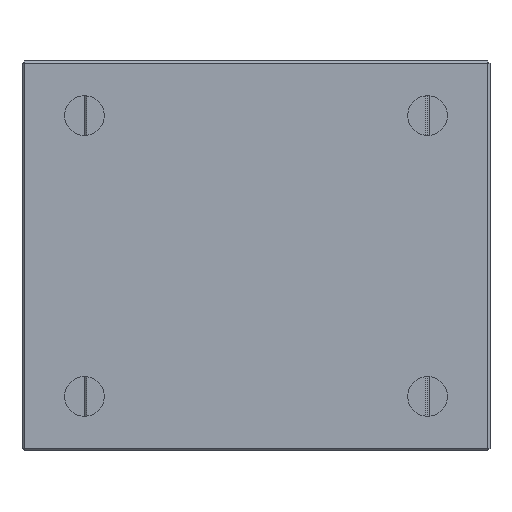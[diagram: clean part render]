
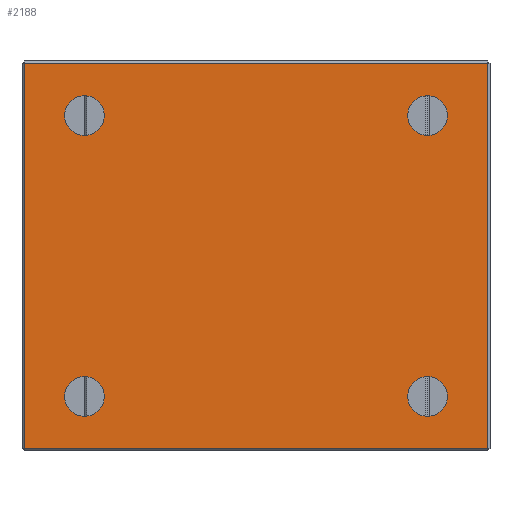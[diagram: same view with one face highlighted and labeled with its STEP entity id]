
A CAD part, front view. The second image highlights one B-rep face of the part: STEP entity #2188.
In plain terms, the highlighted planar face has unit normal (0, -1, 0).
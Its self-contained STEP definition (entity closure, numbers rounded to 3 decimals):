
#558 = PLANE('',#559);
#559 = AXIS2_PLACEMENT_3D('',#560,#561,#562);
#560 = CARTESIAN_POINT('',(-15.,0.075,0.075));
#561 = DIRECTION('',(0.,-0.707,-0.707));
#562 = DIRECTION('',(-1.,0.,0.));
#860 = PLANE('',#861);
#861 = AXIS2_PLACEMENT_3D('',#862,#863,#864);
#862 = CARTESIAN_POINT('',(-15.,0.075,24.925));
#863 = DIRECTION('',(0.,0.707,-0.707));
#864 = DIRECTION('',(-1.,0.,0.));
#1438 = VERTEX_POINT('',#1439);
#1439 = CARTESIAN_POINT('',(-14.85,0.,0.15));
#1460 = EDGE_CURVE('',#1438,#1461,#1463,.T.);
#1461 = VERTEX_POINT('',#1462);
#1462 = CARTESIAN_POINT('',(14.85,0.,0.15));
#1463 = SURFACE_CURVE('',#1464,(#1468,#1475),.PCURVE_S1.);
#1464 = LINE('',#1465,#1466);
#1465 = CARTESIAN_POINT('',(-15.,0.,0.15));
#1466 = VECTOR('',#1467,1.);
#1467 = DIRECTION('',(1.,0.,0.));
#1468 = PCURVE('',#558,#1469);
#1469 = DEFINITIONAL_REPRESENTATION('',(#1470),#1474);
#1470 = LINE('',#1471,#1472);
#1471 = CARTESIAN_POINT('',(0.,-0.106));
#1472 = VECTOR('',#1473,1.);
#1473 = DIRECTION('',(-1.,0.));
#1474 = ( GEOMETRIC_REPRESENTATION_CONTEXT(2) 
PARAMETRIC_REPRESENTATION_CONTEXT() REPRESENTATION_CONTEXT('2D SPACE',''
  ) );
#1475 = PCURVE('',#1476,#1481);
#1476 = PLANE('',#1477);
#1477 = AXIS2_PLACEMENT_3D('',#1478,#1479,#1480);
#1478 = CARTESIAN_POINT('',(-15.,0.,0.));
#1479 = DIRECTION('',(0.,1.,0.));
#1480 = DIRECTION('',(1.,0.,0.));
#1481 = DEFINITIONAL_REPRESENTATION('',(#1482),#1486);
#1482 = LINE('',#1483,#1484);
#1483 = CARTESIAN_POINT('',(0.,-0.15));
#1484 = VECTOR('',#1485,1.);
#1485 = DIRECTION('',(1.,0.));
#1486 = ( GEOMETRIC_REPRESENTATION_CONTEXT(2) 
PARAMETRIC_REPRESENTATION_CONTEXT() REPRESENTATION_CONTEXT('2D SPACE',''
  ) );
#1864 = VERTEX_POINT('',#1865);
#1865 = CARTESIAN_POINT('',(-14.85,0.,24.85));
#1886 = EDGE_CURVE('',#1864,#1887,#1889,.T.);
#1887 = VERTEX_POINT('',#1888);
#1888 = CARTESIAN_POINT('',(14.85,0.,24.85));
#1889 = SURFACE_CURVE('',#1890,(#1894,#1901),.PCURVE_S1.);
#1890 = LINE('',#1891,#1892);
#1891 = CARTESIAN_POINT('',(-15.,0.,24.85));
#1892 = VECTOR('',#1893,1.);
#1893 = DIRECTION('',(1.,0.,0.));
#1894 = PCURVE('',#860,#1895);
#1895 = DEFINITIONAL_REPRESENTATION('',(#1896),#1900);
#1896 = LINE('',#1897,#1898);
#1897 = CARTESIAN_POINT('',(0.,-0.106));
#1898 = VECTOR('',#1899,1.);
#1899 = DIRECTION('',(-1.,0.));
#1900 = ( GEOMETRIC_REPRESENTATION_CONTEXT(2) 
PARAMETRIC_REPRESENTATION_CONTEXT() REPRESENTATION_CONTEXT('2D SPACE',''
  ) );
#1901 = PCURVE('',#1476,#1902);
#1902 = DEFINITIONAL_REPRESENTATION('',(#1903),#1907);
#1903 = LINE('',#1904,#1905);
#1904 = CARTESIAN_POINT('',(0.,-24.85));
#1905 = VECTOR('',#1906,1.);
#1906 = DIRECTION('',(1.,0.));
#1907 = ( GEOMETRIC_REPRESENTATION_CONTEXT(2) 
PARAMETRIC_REPRESENTATION_CONTEXT() REPRESENTATION_CONTEXT('2D SPACE',''
  ) );
#2080 = PLANE('',#2081);
#2081 = AXIS2_PLACEMENT_3D('',#2082,#2083,#2084);
#2082 = CARTESIAN_POINT('',(-14.925,0.075,0.));
#2083 = DIRECTION('',(0.707,0.707,0.)
  );
#2084 = DIRECTION('',(0.,0.,1.));
#2116 = CYLINDRICAL_SURFACE('',#2117,1.275);
#2117 = AXIS2_PLACEMENT_3D('',#2118,#2119,#2120);
#2118 = CARTESIAN_POINT('',(-11.,3.,3.5));
#2119 = DIRECTION('',(0.,-1.,0.));
#2120 = DIRECTION('',(-1.,0.,0.));
#2151 = CYLINDRICAL_SURFACE('',#2152,1.275);
#2152 = AXIS2_PLACEMENT_3D('',#2153,#2154,#2155);
#2153 = CARTESIAN_POINT('',(-11.,3.,21.5));
#2154 = DIRECTION('',(0.,-1.,0.));
#2155 = DIRECTION('',(-1.,0.,0.));
#2188 = ADVANCED_FACE('',(#2189,#2240,#2271,#2302,#2328),#1476,.F.);
#2189 = FACE_BOUND('',#2190,.F.);
#2190 = EDGE_LOOP('',(#2191,#2212,#2213,#2239));
#2191 = ORIENTED_EDGE('',*,*,#2192,.T.);
#2192 = EDGE_CURVE('',#1438,#1864,#2193,.T.);
#2193 = SURFACE_CURVE('',#2194,(#2198,#2205),.PCURVE_S1.);
#2194 = LINE('',#2195,#2196);
#2195 = CARTESIAN_POINT('',(-14.85,0.,0.));
#2196 = VECTOR('',#2197,1.);
#2197 = DIRECTION('',(0.,0.,1.));
#2198 = PCURVE('',#1476,#2199);
#2199 = DEFINITIONAL_REPRESENTATION('',(#2200),#2204);
#2200 = LINE('',#2201,#2202);
#2201 = CARTESIAN_POINT('',(0.15,0.));
#2202 = VECTOR('',#2203,1.);
#2203 = DIRECTION('',(0.,-1.));
#2204 = ( GEOMETRIC_REPRESENTATION_CONTEXT(2) 
PARAMETRIC_REPRESENTATION_CONTEXT() REPRESENTATION_CONTEXT('2D SPACE',''
  ) );
#2205 = PCURVE('',#2080,#2206);
#2206 = DEFINITIONAL_REPRESENTATION('',(#2207),#2211);
#2207 = LINE('',#2208,#2209);
#2208 = CARTESIAN_POINT('',(0.,0.106));
#2209 = VECTOR('',#2210,1.);
#2210 = DIRECTION('',(1.,0.));
#2211 = ( GEOMETRIC_REPRESENTATION_CONTEXT(2) 
PARAMETRIC_REPRESENTATION_CONTEXT() REPRESENTATION_CONTEXT('2D SPACE',''
  ) );
#2212 = ORIENTED_EDGE('',*,*,#1886,.T.);
#2213 = ORIENTED_EDGE('',*,*,#2214,.F.);
#2214 = EDGE_CURVE('',#1461,#1887,#2215,.T.);
#2215 = SURFACE_CURVE('',#2216,(#2220,#2227),.PCURVE_S1.);
#2216 = LINE('',#2217,#2218);
#2217 = CARTESIAN_POINT('',(14.85,0.,0.));
#2218 = VECTOR('',#2219,1.);
#2219 = DIRECTION('',(0.,0.,1.));
#2220 = PCURVE('',#1476,#2221);
#2221 = DEFINITIONAL_REPRESENTATION('',(#2222),#2226);
#2222 = LINE('',#2223,#2224);
#2223 = CARTESIAN_POINT('',(29.85,0.));
#2224 = VECTOR('',#2225,1.);
#2225 = DIRECTION('',(0.,-1.));
#2226 = ( GEOMETRIC_REPRESENTATION_CONTEXT(2) 
PARAMETRIC_REPRESENTATION_CONTEXT() REPRESENTATION_CONTEXT('2D SPACE',''
  ) );
#2227 = PCURVE('',#2228,#2233);
#2228 = PLANE('',#2229);
#2229 = AXIS2_PLACEMENT_3D('',#2230,#2231,#2232);
#2230 = CARTESIAN_POINT('',(14.925,0.075,0.));
#2231 = DIRECTION('',(0.707,-0.707,
    0.));
#2232 = DIRECTION('',(0.,0.,-1.));
#2233 = DEFINITIONAL_REPRESENTATION('',(#2234),#2238);
#2234 = LINE('',#2235,#2236);
#2235 = CARTESIAN_POINT('',(0.,-0.106));
#2236 = VECTOR('',#2237,1.);
#2237 = DIRECTION('',(-1.,0.));
#2238 = ( GEOMETRIC_REPRESENTATION_CONTEXT(2) 
PARAMETRIC_REPRESENTATION_CONTEXT() REPRESENTATION_CONTEXT('2D SPACE',''
  ) );
#2239 = ORIENTED_EDGE('',*,*,#1460,.F.);
#2240 = FACE_BOUND('',#2241,.F.);
#2241 = EDGE_LOOP('',(#2242));
#2242 = ORIENTED_EDGE('',*,*,#2243,.F.);
#2243 = EDGE_CURVE('',#2244,#2244,#2246,.T.);
#2244 = VERTEX_POINT('',#2245);
#2245 = CARTESIAN_POINT('',(9.725,0.,3.5));
#2246 = SURFACE_CURVE('',#2247,(#2252,#2259),.PCURVE_S1.);
#2247 = CIRCLE('',#2248,1.275);
#2248 = AXIS2_PLACEMENT_3D('',#2249,#2250,#2251);
#2249 = CARTESIAN_POINT('',(11.,0.,3.5));
#2250 = DIRECTION('',(0.,1.,0.));
#2251 = DIRECTION('',(-1.,0.,0.));
#2252 = PCURVE('',#1476,#2253);
#2253 = DEFINITIONAL_REPRESENTATION('',(#2254),#2258);
#2254 = CIRCLE('',#2255,1.275);
#2255 = AXIS2_PLACEMENT_2D('',#2256,#2257);
#2256 = CARTESIAN_POINT('',(26.,-3.5));
#2257 = DIRECTION('',(-1.,0.));
#2258 = ( GEOMETRIC_REPRESENTATION_CONTEXT(2) 
PARAMETRIC_REPRESENTATION_CONTEXT() REPRESENTATION_CONTEXT('2D SPACE',''
  ) );
#2259 = PCURVE('',#2260,#2265);
#2260 = CYLINDRICAL_SURFACE('',#2261,1.275);
#2261 = AXIS2_PLACEMENT_3D('',#2262,#2263,#2264);
#2262 = CARTESIAN_POINT('',(11.,3.,3.5));
#2263 = DIRECTION('',(0.,-1.,0.));
#2264 = DIRECTION('',(-1.,0.,0.));
#2265 = DEFINITIONAL_REPRESENTATION('',(#2266),#2270);
#2266 = LINE('',#2267,#2268);
#2267 = CARTESIAN_POINT('',(0.,3.));
#2268 = VECTOR('',#2269,1.);
#2269 = DIRECTION('',(-1.,0.));
#2270 = ( GEOMETRIC_REPRESENTATION_CONTEXT(2) 
PARAMETRIC_REPRESENTATION_CONTEXT() REPRESENTATION_CONTEXT('2D SPACE',''
  ) );
#2271 = FACE_BOUND('',#2272,.F.);
#2272 = EDGE_LOOP('',(#2273));
#2273 = ORIENTED_EDGE('',*,*,#2274,.F.);
#2274 = EDGE_CURVE('',#2275,#2275,#2277,.T.);
#2275 = VERTEX_POINT('',#2276);
#2276 = CARTESIAN_POINT('',(9.725,0.,21.5));
#2277 = SURFACE_CURVE('',#2278,(#2283,#2290),.PCURVE_S1.);
#2278 = CIRCLE('',#2279,1.275);
#2279 = AXIS2_PLACEMENT_3D('',#2280,#2281,#2282);
#2280 = CARTESIAN_POINT('',(11.,0.,21.5));
#2281 = DIRECTION('',(0.,1.,0.));
#2282 = DIRECTION('',(-1.,0.,0.));
#2283 = PCURVE('',#1476,#2284);
#2284 = DEFINITIONAL_REPRESENTATION('',(#2285),#2289);
#2285 = CIRCLE('',#2286,1.275);
#2286 = AXIS2_PLACEMENT_2D('',#2287,#2288);
#2287 = CARTESIAN_POINT('',(26.,-21.5));
#2288 = DIRECTION('',(-1.,0.));
#2289 = ( GEOMETRIC_REPRESENTATION_CONTEXT(2) 
PARAMETRIC_REPRESENTATION_CONTEXT() REPRESENTATION_CONTEXT('2D SPACE',''
  ) );
#2290 = PCURVE('',#2291,#2296);
#2291 = CYLINDRICAL_SURFACE('',#2292,1.275);
#2292 = AXIS2_PLACEMENT_3D('',#2293,#2294,#2295);
#2293 = CARTESIAN_POINT('',(11.,3.,21.5));
#2294 = DIRECTION('',(0.,-1.,0.));
#2295 = DIRECTION('',(-1.,0.,0.));
#2296 = DEFINITIONAL_REPRESENTATION('',(#2297),#2301);
#2297 = LINE('',#2298,#2299);
#2298 = CARTESIAN_POINT('',(0.,3.));
#2299 = VECTOR('',#2300,1.);
#2300 = DIRECTION('',(-1.,0.));
#2301 = ( GEOMETRIC_REPRESENTATION_CONTEXT(2) 
PARAMETRIC_REPRESENTATION_CONTEXT() REPRESENTATION_CONTEXT('2D SPACE',''
  ) );
#2302 = FACE_BOUND('',#2303,.F.);
#2303 = EDGE_LOOP('',(#2304));
#2304 = ORIENTED_EDGE('',*,*,#2305,.F.);
#2305 = EDGE_CURVE('',#2306,#2306,#2308,.T.);
#2306 = VERTEX_POINT('',#2307);
#2307 = CARTESIAN_POINT('',(-12.275,0.,3.5));
#2308 = SURFACE_CURVE('',#2309,(#2314,#2321),.PCURVE_S1.);
#2309 = CIRCLE('',#2310,1.275);
#2310 = AXIS2_PLACEMENT_3D('',#2311,#2312,#2313);
#2311 = CARTESIAN_POINT('',(-11.,0.,3.5));
#2312 = DIRECTION('',(0.,1.,0.));
#2313 = DIRECTION('',(-1.,0.,0.));
#2314 = PCURVE('',#1476,#2315);
#2315 = DEFINITIONAL_REPRESENTATION('',(#2316),#2320);
#2316 = CIRCLE('',#2317,1.275);
#2317 = AXIS2_PLACEMENT_2D('',#2318,#2319);
#2318 = CARTESIAN_POINT('',(4.,-3.5));
#2319 = DIRECTION('',(-1.,0.));
#2320 = ( GEOMETRIC_REPRESENTATION_CONTEXT(2) 
PARAMETRIC_REPRESENTATION_CONTEXT() REPRESENTATION_CONTEXT('2D SPACE',''
  ) );
#2321 = PCURVE('',#2116,#2322);
#2322 = DEFINITIONAL_REPRESENTATION('',(#2323),#2327);
#2323 = LINE('',#2324,#2325);
#2324 = CARTESIAN_POINT('',(0.,3.));
#2325 = VECTOR('',#2326,1.);
#2326 = DIRECTION('',(-1.,0.));
#2327 = ( GEOMETRIC_REPRESENTATION_CONTEXT(2) 
PARAMETRIC_REPRESENTATION_CONTEXT() REPRESENTATION_CONTEXT('2D SPACE',''
  ) );
#2328 = FACE_BOUND('',#2329,.F.);
#2329 = EDGE_LOOP('',(#2330));
#2330 = ORIENTED_EDGE('',*,*,#2331,.F.);
#2331 = EDGE_CURVE('',#2332,#2332,#2334,.T.);
#2332 = VERTEX_POINT('',#2333);
#2333 = CARTESIAN_POINT('',(-12.275,0.,21.5));
#2334 = SURFACE_CURVE('',#2335,(#2340,#2347),.PCURVE_S1.);
#2335 = CIRCLE('',#2336,1.275);
#2336 = AXIS2_PLACEMENT_3D('',#2337,#2338,#2339);
#2337 = CARTESIAN_POINT('',(-11.,0.,21.5));
#2338 = DIRECTION('',(0.,1.,0.));
#2339 = DIRECTION('',(-1.,0.,0.));
#2340 = PCURVE('',#1476,#2341);
#2341 = DEFINITIONAL_REPRESENTATION('',(#2342),#2346);
#2342 = CIRCLE('',#2343,1.275);
#2343 = AXIS2_PLACEMENT_2D('',#2344,#2345);
#2344 = CARTESIAN_POINT('',(4.,-21.5));
#2345 = DIRECTION('',(-1.,0.));
#2346 = ( GEOMETRIC_REPRESENTATION_CONTEXT(2) 
PARAMETRIC_REPRESENTATION_CONTEXT() REPRESENTATION_CONTEXT('2D SPACE',''
  ) );
#2347 = PCURVE('',#2151,#2348);
#2348 = DEFINITIONAL_REPRESENTATION('',(#2349),#2353);
#2349 = LINE('',#2350,#2351);
#2350 = CARTESIAN_POINT('',(0.,3.));
#2351 = VECTOR('',#2352,1.);
#2352 = DIRECTION('',(-1.,0.));
#2353 = ( GEOMETRIC_REPRESENTATION_CONTEXT(2) 
PARAMETRIC_REPRESENTATION_CONTEXT() REPRESENTATION_CONTEXT('2D SPACE',''
  ) );
